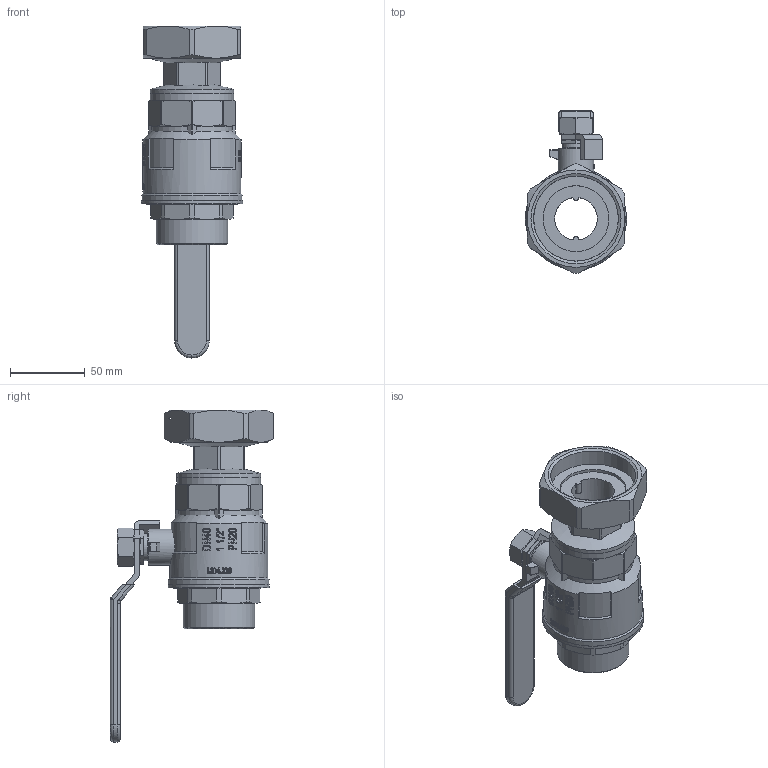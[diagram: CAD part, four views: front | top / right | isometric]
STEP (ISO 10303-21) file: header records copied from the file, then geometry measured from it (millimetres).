
FILE_DESCRIPTION(/* description */ ('Unknown'),/* implementation_level */ '2;1');
FILE_NAME(/* name */ '709-89',/* time_stamp */ '2023-07-27T11:58:56+02:00',/* author */ ('Unknown'),/* organization */ ('Unknown'),/* preprocessor_version */ 'ST-DEVELOPER v18.102',/* originating_system */ 'Solid Edge',/* authorisation */ 'Unknown');
FILE_SCHEMA (('AUTOMOTIVE_DESIGN {1 0 10303 214 3 1 1}'));
Products named in the file (19): 709-89; Stahlgriff 1 1_4 - 1 1_2; Stahl-Griff-Ummantelung-1_1_4-1_1_2; Stahl-Griff-1_1_4-1_1_2; 610-1_1_2-Kvrper-co_oa_0; 610-1 1_2_Einschraubteil; 600-1_1_2-kvrper; 600.1_1_2-Spindel-co_oa_1; 600-1_1_2-stopfbuchse; 600-1_1_2-Spindel; Mutter M12; 725-89; O-Ring ø48x3,5; 725-88-Stoppring; 725-89-Stütze; Überwurfmutter-Sperrring; Speerring; _berwurfmutter; Dichtung 2
Assembly tree (18 placements, depth 4):
  709-89
    Stahlgriff 1 1_4 - 1 1_2
      Stahl-Griff-Ummantelung-1_1_4-1_1_2
      Stahl-Griff-1_1_4-1_1_2
    610-1_1_2-Kvrper-co_oa_0
      610-1 1_2_Einschraubteil
      600-1_1_2-kvrper
    600.1_1_2-Spindel-co_oa_1
      600-1_1_2-stopfbuchse
      600-1_1_2-Spindel
    Mutter M12
    725-89
      O-Ring ø48x3,5
      725-88-Stoppring
      725-89-Stütze
      Überwurfmutter-Sperrring
        Speerring
        _berwurfmutter
      Dichtung 2
Bounding box: 67.49 x 108.79 x 221.5 mm (x, y, z)
Volume: 184824.2 mm3; surface area: 107723.3 mm2
Topology: 13 solids, 13 shells, 1436 faces, 3938 edges, 2601 vertices
Faces by surface type: plane 1184, cylinder 148, cone 89, bspline 10, torus 3, sphere 2
Full cylindrical faces by diameter (mm): 1.5 x1, 10 x1, 13 x1, 14 x2, 14.1 x1, 14.5 x1, 15 x1, 16 x1, 18 x1, 18.38 x1, 18.398 x1, 20 x1, 24 x1, 28.5 x1, 38 x2, 39 x1, 44 x1, 44.5 x1, 44.845 x1, 44.865 x1, 47.803 x3, 47.9 x1, 48 x2, 51.5 x1, 54 x1, 56 x2, 56.5 x1, 56.6 x1, 56.656 x1, 56.7 x2
Entity records: 60274 total; most frequent: CARTESIAN_POINT 13354, DIRECTION 8633, ORIENTED_EDGE 7680, EDGE_CURVE 3840, AXIS2_PLACEMENT_3D 3524, VERTEX_POINT 2579, FACE_BOUND 1607, EDGE_LOOP 1606
